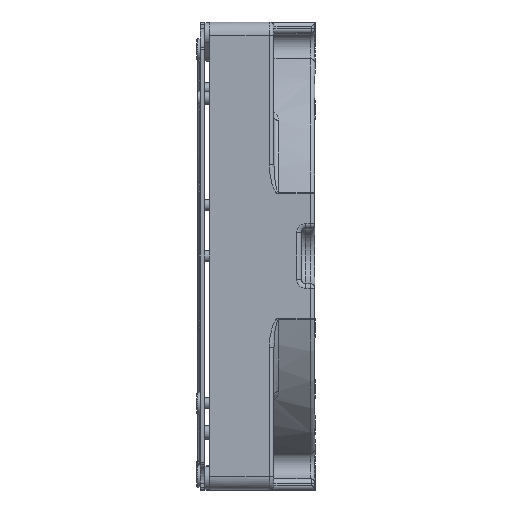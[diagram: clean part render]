
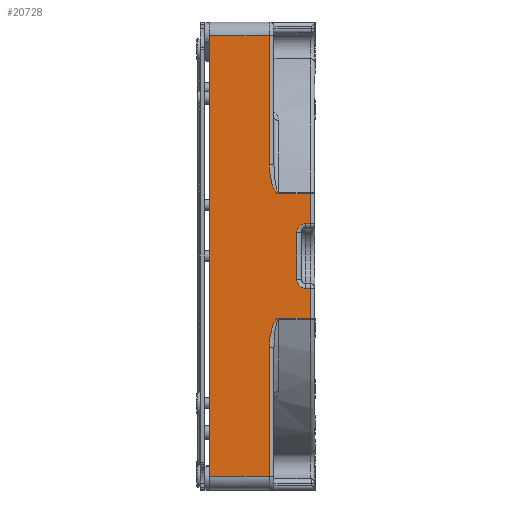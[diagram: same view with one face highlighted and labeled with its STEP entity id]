
A CAD part, left-side view. The second image highlights one B-rep face of the part: STEP entity #20728.
In plain terms, the highlighted planar face has unit normal (-1, 0, 0).
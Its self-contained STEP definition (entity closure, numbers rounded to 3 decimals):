
#773=PLANE('',#22791);
#1695=B_SPLINE_CURVE_WITH_KNOTS('',3,(#40103,#40104,#40105,#40106,#40107,
#40108,#40109,#40110),.UNSPECIFIED.,.F.,.F.,(4,1,1,1,1,4),(0.,
0.294,0.489,0.587,0.636,
0.685),.UNSPECIFIED.);
#1697=B_SPLINE_CURVE_WITH_KNOTS('',3,(#40179,#40180,#40181,#40182,#40183,
#40184,#40185),.UNSPECIFIED.,.F.,.F.,(4,1,1,1,4),(0.,0.049,
0.098,0.294,0.685),.UNSPECIFIED.);
#2461=FACE_OUTER_BOUND('',#3737,.T.);
#3737=EDGE_LOOP('',(#16495,#16496,#16497,#16498,#16499,#16500,#16501,#16502,
#16503,#16504,#16505,#16506,#16507,#16508,#16509,#16510));
#5103=CIRCLE('',#22792,2.);
#5104=CIRCLE('',#22793,2.);
#5680=LINE('',#38619,#7333);
#5681=LINE('',#38624,#7334);
#5683=LINE('',#38632,#7336);
#5688=LINE('',#38656,#7341);
#5740=LINE('',#39260,#7393);
#5853=LINE('',#40046,#7506);
#5857=LINE('',#40056,#7510);
#5858=LINE('',#40113,#7511);
#5861=LINE('',#40136,#7514);
#5863=LINE('',#40140,#7516);
#5864=LINE('',#40187,#7517);
#5872=LINE('',#42011,#7525);
#7333=VECTOR('',#25820,10.);
#7334=VECTOR('',#25827,10.);
#7336=VECTOR('',#25837,10.);
#7341=VECTOR('',#25868,10.);
#7393=VECTOR('',#26064,10.);
#7506=VECTOR('',#26667,10.);
#7510=VECTOR('',#26679,10.);
#7511=VECTOR('',#26692,10.);
#7514=VECTOR('',#26713,10.);
#7516=VECTOR('',#26717,10.);
#7517=VECTOR('',#26724,10.);
#7525=VECTOR('',#26786,10.);
#9419=VERTEX_POINT('',#38604);
#9422=VERTEX_POINT('',#38612);
#9423=VERTEX_POINT('',#38618);
#9424=VERTEX_POINT('',#38622);
#9426=VERTEX_POINT('',#38630);
#9432=VERTEX_POINT('',#38653);
#9504=VERTEX_POINT('',#39257);
#9505=VERTEX_POINT('',#39259);
#9647=VERTEX_POINT('',#40043);
#9648=VERTEX_POINT('',#40045);
#9650=VERTEX_POINT('',#40053);
#9651=VERTEX_POINT('',#40099);
#9652=VERTEX_POINT('',#40101);
#9655=VERTEX_POINT('',#40133);
#9657=VERTEX_POINT('',#40139);
#9658=VERTEX_POINT('',#40177);
#11729=EDGE_CURVE('',#9422,#9423,#5680,.T.);
#11732=EDGE_CURVE('',#9424,#9419,#5681,.T.);
#11736=EDGE_CURVE('',#9426,#9422,#5683,.T.);
#11749=EDGE_CURVE('',#9419,#9432,#5688,.T.);
#11856=EDGE_CURVE('',#9504,#9505,#5740,.T.);
#12113=EDGE_CURVE('',#9647,#9648,#5853,.T.);
#12119=EDGE_CURVE('',#9505,#9650,#5857,.T.);
#12123=EDGE_CURVE('',#9652,#9651,#1695,.T.);
#12125=EDGE_CURVE('',#9650,#9652,#5858,.T.);
#12133=EDGE_CURVE('',#9504,#9655,#5861,.T.);
#12135=EDGE_CURVE('',#9432,#9657,#5863,.T.);
#12138=EDGE_CURVE('',#9657,#9658,#1697,.T.);
#12139=EDGE_CURVE('',#9658,#9655,#5864,.T.);
#12179=EDGE_CURVE('',#9651,#9426,#5872,.T.);
#12180=EDGE_CURVE('',#9648,#9424,#5103,.T.);
#12181=EDGE_CURVE('',#9423,#9647,#5104,.T.);
#16495=ORIENTED_EDGE('',*,*,#12180,.F.);
#16496=ORIENTED_EDGE('',*,*,#12113,.F.);
#16497=ORIENTED_EDGE('',*,*,#12181,.F.);
#16498=ORIENTED_EDGE('',*,*,#11729,.F.);
#16499=ORIENTED_EDGE('',*,*,#11736,.F.);
#16500=ORIENTED_EDGE('',*,*,#12179,.F.);
#16501=ORIENTED_EDGE('',*,*,#12123,.F.);
#16502=ORIENTED_EDGE('',*,*,#12125,.F.);
#16503=ORIENTED_EDGE('',*,*,#12119,.F.);
#16504=ORIENTED_EDGE('',*,*,#11856,.F.);
#16505=ORIENTED_EDGE('',*,*,#12133,.T.);
#16506=ORIENTED_EDGE('',*,*,#12139,.F.);
#16507=ORIENTED_EDGE('',*,*,#12138,.F.);
#16508=ORIENTED_EDGE('',*,*,#12135,.F.);
#16509=ORIENTED_EDGE('',*,*,#11749,.F.);
#16510=ORIENTED_EDGE('',*,*,#11732,.F.);
#20728=ADVANCED_FACE('',(#2461),#773,.T.);
#22791=AXIS2_PLACEMENT_3D('',#42012,#26787,#26788);
#22792=AXIS2_PLACEMENT_3D('',#42013,#26789,#26790);
#22793=AXIS2_PLACEMENT_3D('',#42014,#26791,#26792);
#25820=DIRECTION('',(0.,1.,0.));
#25827=DIRECTION('',(0.,-1.,0.));
#25837=DIRECTION('',(0.,0.,-1.));
#25868=DIRECTION('',(0.,0.,-1.));
#26064=DIRECTION('',(0.,0.,1.));
#26667=DIRECTION('',(0.,0.,-1.));
#26679=DIRECTION('',(0.,-1.,0.));
#26692=DIRECTION('',(0.,0.,-1.));
#26713=DIRECTION('',(0.,-1.,0.));
#26717=DIRECTION('',(0.,1.,0.));
#26724=DIRECTION('',(0.,0.,-1.));
#26786=DIRECTION('',(0.,-1.,0.));
#26787=DIRECTION('center_axis',(-1.,0.,0.));
#26788=DIRECTION('ref_axis',(0.,0.,-1.));
#26789=DIRECTION('center_axis',(-1.,0.,0.));
#26790=DIRECTION('ref_axis',(0.,0.707,-0.707));
#26791=DIRECTION('center_axis',(-1.,0.,0.));
#26792=DIRECTION('ref_axis',(0.,0.707,0.707));
#38604=CARTESIAN_POINT('',(-73.5,-23.9,-7.));
#38612=CARTESIAN_POINT('',(-73.5,-23.9,7.));
#38618=CARTESIAN_POINT('',(-73.5,-22.9,7.));
#38619=CARTESIAN_POINT('',(-73.5,-24.9,7.));
#38622=CARTESIAN_POINT('',(-73.5,-22.9,-7.));
#38624=CARTESIAN_POINT('',(-73.5,-24.9,-7.));
#38630=CARTESIAN_POINT('',(-73.5,-23.9,13.543));
#38632=CARTESIAN_POINT('',(-73.5,-23.9,23.9));
#38653=CARTESIAN_POINT('',(-73.5,-23.9,-13.543));
#38656=CARTESIAN_POINT('',(-73.5,-23.9,23.9));
#39257=CARTESIAN_POINT('',(-73.5,-2.,-47.8));
#39259=CARTESIAN_POINT('',(-73.5,-2.,47.8));
#39260=CARTESIAN_POINT('',(-73.5,-2.,-47.8));
#40043=CARTESIAN_POINT('',(-73.5,-20.9,5.));
#40045=CARTESIAN_POINT('',(-73.5,-20.9,-5.));
#40046=CARTESIAN_POINT('',(-73.5,-20.9,23.9));
#40053=CARTESIAN_POINT('',(-73.5,-15.,47.8));
#40056=CARTESIAN_POINT('',(-73.5,-2.,47.8));
#40099=CARTESIAN_POINT('',(-73.5,-17.,13.543));
#40101=CARTESIAN_POINT('',(-73.5,-15.,19.767));
#40103=CARTESIAN_POINT('Ctrl Pts',(-73.5,-15.,19.767));
#40104=CARTESIAN_POINT('Ctrl Pts',(-73.5,-15.,18.789));
#40105=CARTESIAN_POINT('Ctrl Pts',(-73.5,-15.161,17.161));
#40106=CARTESIAN_POINT('Ctrl Pts',(-73.5,-15.648,15.262));
#40107=CARTESIAN_POINT('Ctrl Pts',(-73.5,-16.129,14.219));
#40108=CARTESIAN_POINT('Ctrl Pts',(-73.5,-16.535,13.704));
#40109=CARTESIAN_POINT('Ctrl Pts',(-73.5,-16.837,13.543));
#40110=CARTESIAN_POINT('Ctrl Pts',(-73.5,-17.,13.543));
#40113=CARTESIAN_POINT('',(-73.5,-15.,39.394));
#40133=CARTESIAN_POINT('',(-73.5,-15.,-47.8));
#40136=CARTESIAN_POINT('',(-73.5,-2.,-47.8));
#40139=CARTESIAN_POINT('',(-73.5,-17.,-13.543));
#40140=CARTESIAN_POINT('',(-73.5,-25.,-13.543));
#40177=CARTESIAN_POINT('',(-73.5,-15.,-19.767));
#40179=CARTESIAN_POINT('Ctrl Pts',(-73.5,-17.,-13.543));
#40180=CARTESIAN_POINT('Ctrl Pts',(-73.5,-16.837,-13.543));
#40181=CARTESIAN_POINT('Ctrl Pts',(-73.5,-16.533,-13.702));
#40182=CARTESIAN_POINT('Ctrl Pts',(-73.5,-15.933,-14.485));
#40183=CARTESIAN_POINT('Ctrl Pts',(-73.5,-15.246,-16.513));
#40184=CARTESIAN_POINT('Ctrl Pts',(-73.5,-15.,-18.463));
#40185=CARTESIAN_POINT('Ctrl Pts',(-73.5,-15.,-19.767));
#40187=CARTESIAN_POINT('',(-73.5,-15.,8.406));
#42011=CARTESIAN_POINT('',(-73.5,-25.,13.543));
#42012=CARTESIAN_POINT('Origin',(-73.5,-2.,47.8));
#42013=CARTESIAN_POINT('Origin',(-73.5,-22.9,-5.));
#42014=CARTESIAN_POINT('Origin',(-73.5,-22.9,5.));
